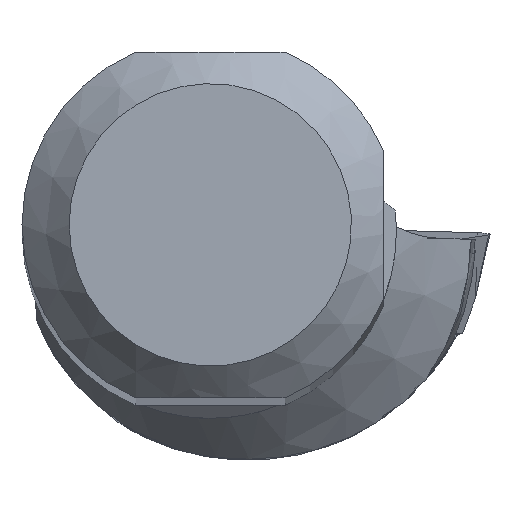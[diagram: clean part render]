
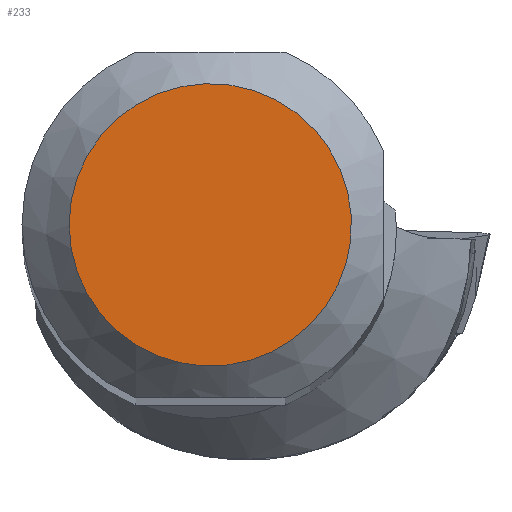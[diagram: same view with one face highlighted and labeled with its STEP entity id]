
A CAD part, top view. The second image highlights one B-rep face of the part: STEP entity #233.
In plain terms, the highlighted planar face has unit normal (0, 0, 1).
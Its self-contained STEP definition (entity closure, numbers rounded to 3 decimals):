
#181=FACE_OUTER_BOUND('',#489,.T.);
#233=ADVANCED_FACE('',(#181),#270,.T.);
#270=PLANE('',#1202);
#489=EDGE_LOOP('',(#649));
#649=ORIENTED_EDGE('',*,*,#991,.F.);
#874=VERTEX_POINT('',#1842);
#991=EDGE_CURVE('',#874,#874,#1069,.T.);
#1069=CIRCLE('',#1201,4.493);
#1201=AXIS2_PLACEMENT_3D('',#1841,#1403,#1404);
#1202=AXIS2_PLACEMENT_3D('',#1843,#1405,#1406);
#1403=DIRECTION('',(0.,0.,-1.));
#1404=DIRECTION('',(-1.,0.,0.));
#1405=DIRECTION('',(0.,0.,1.));
#1406=DIRECTION('',(-1.,0.,0.));
#1841=CARTESIAN_POINT('',(0.,0.,0.));
#1842=CARTESIAN_POINT('',(-4.493,0.,0.));
#1843=CARTESIAN_POINT('',(0.,0.,
0.));
